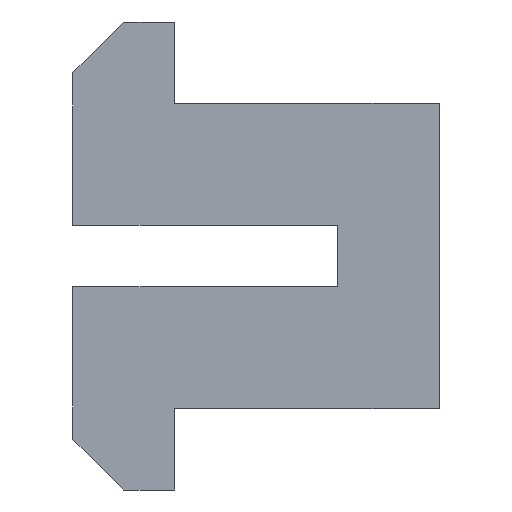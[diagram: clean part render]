
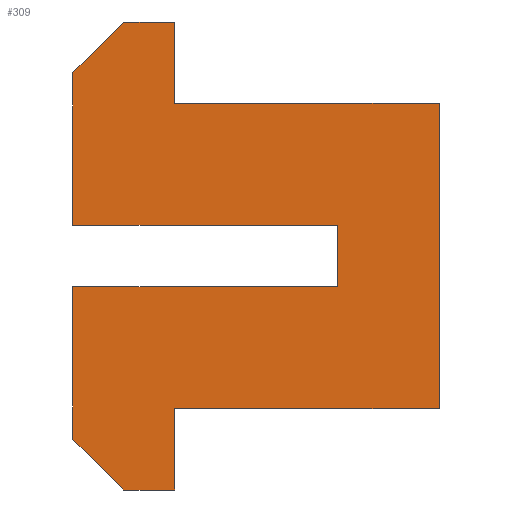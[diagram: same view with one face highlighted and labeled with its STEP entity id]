
A CAD part, front view. The second image highlights one B-rep face of the part: STEP entity #309.
In plain terms, the highlighted planar face has unit normal (0, -1, 0).
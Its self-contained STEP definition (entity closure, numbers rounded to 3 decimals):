
#23=FACE_OUTER_BOUND('',#39,.T.);
#39=EDGE_LOOP('',(#243,#244,#245,#246,#247,#248,#249,#250,#251,#252,#253,
#254,#255,#256));
#48=LINE('',#429,#90);
#65=LINE('',#463,#107);
#67=LINE('',#467,#109);
#70=LINE('',#472,#112);
#72=LINE('',#476,#114);
#73=LINE('',#478,#115);
#75=LINE('',#483,#117);
#77=LINE('',#487,#119);
#78=LINE('',#489,#120);
#79=LINE('',#491,#121);
#80=LINE('',#493,#122);
#81=LINE('',#494,#123);
#82=LINE('',#496,#124);
#83=LINE('',#497,#125);
#90=VECTOR('',#352,10.);
#107=VECTOR('',#373,10.);
#109=VECTOR('',#377,10.);
#112=VECTOR('',#382,10.);
#114=VECTOR('',#386,10.);
#115=VECTOR('',#389,10.);
#117=VECTOR('',#393,10.);
#119=VECTOR('',#397,10.);
#120=VECTOR('',#398,10.);
#121=VECTOR('',#399,10.);
#122=VECTOR('',#400,10.);
#123=VECTOR('',#401,10.);
#124=VECTOR('',#402,10.);
#125=VECTOR('',#403,10.);
#131=VERTEX_POINT('',#425);
#133=VERTEX_POINT('',#428);
#147=VERTEX_POINT('',#460);
#148=VERTEX_POINT('',#462);
#149=VERTEX_POINT('',#466);
#150=VERTEX_POINT('',#470);
#151=VERTEX_POINT('',#474);
#152=VERTEX_POINT('',#480);
#153=VERTEX_POINT('',#482);
#154=VERTEX_POINT('',#486);
#155=VERTEX_POINT('',#488);
#156=VERTEX_POINT('',#490);
#157=VERTEX_POINT('',#492);
#158=VERTEX_POINT('',#495);
#160=EDGE_CURVE('',#133,#131,#48,.T.);
#177=EDGE_CURVE('',#147,#148,#65,.T.);
#179=EDGE_CURVE('',#149,#148,#67,.T.);
#182=EDGE_CURVE('',#150,#147,#70,.T.);
#184=EDGE_CURVE('',#150,#151,#72,.T.);
#185=EDGE_CURVE('',#131,#149,#73,.T.);
#187=EDGE_CURVE('',#152,#153,#75,.T.);
#189=EDGE_CURVE('',#154,#151,#77,.T.);
#190=EDGE_CURVE('',#155,#154,#78,.T.);
#191=EDGE_CURVE('',#155,#156,#79,.T.);
#192=EDGE_CURVE('',#157,#156,#80,.T.);
#193=EDGE_CURVE('',#157,#153,#81,.T.);
#194=EDGE_CURVE('',#158,#152,#82,.T.);
#195=EDGE_CURVE('',#158,#133,#83,.T.);
#243=ORIENTED_EDGE('',*,*,#185,.T.);
#244=ORIENTED_EDGE('',*,*,#179,.T.);
#245=ORIENTED_EDGE('',*,*,#177,.F.);
#246=ORIENTED_EDGE('',*,*,#182,.F.);
#247=ORIENTED_EDGE('',*,*,#184,.T.);
#248=ORIENTED_EDGE('',*,*,#189,.F.);
#249=ORIENTED_EDGE('',*,*,#190,.F.);
#250=ORIENTED_EDGE('',*,*,#191,.T.);
#251=ORIENTED_EDGE('',*,*,#192,.F.);
#252=ORIENTED_EDGE('',*,*,#193,.T.);
#253=ORIENTED_EDGE('',*,*,#187,.F.);
#254=ORIENTED_EDGE('',*,*,#194,.F.);
#255=ORIENTED_EDGE('',*,*,#195,.T.);
#256=ORIENTED_EDGE('',*,*,#160,.T.);
#293=PLANE('',#339);
#309=ADVANCED_FACE('',(#23),#293,.T.);
#339=AXIS2_PLACEMENT_3D('',#485,#395,#396);
#352=DIRECTION('',(0.,0.,-1.));
#373=DIRECTION('',(-0.707,0.,0.707));
#377=DIRECTION('',(0.,0.,-1.));
#382=DIRECTION('',(-1.,0.,0.));
#386=DIRECTION('',(0.,0.,1.));
#389=DIRECTION('',(-1.,0.,0.));
#393=DIRECTION('',(0.707,0.,0.707));
#395=DIRECTION('center_axis',(0.,-1.,0.));
#396=DIRECTION('ref_axis',(0.,0.,1.));
#397=DIRECTION('',(-1.,0.,0.));
#398=DIRECTION('',(0.,0.,-1.));
#399=DIRECTION('',(-1.,0.,0.));
#400=DIRECTION('',(0.,0.,-1.));
#401=DIRECTION('',(-1.,0.,0.));
#402=DIRECTION('',(0.,0.,1.));
#403=DIRECTION('',(1.,0.,0.));
#425=CARTESIAN_POINT('',(-7.,-20.,-0.6));
#428=CARTESIAN_POINT('',(-7.,-20.,0.6));
#429=CARTESIAN_POINT('',(-7.,-20.,-1.5));
#460=CARTESIAN_POINT('',(-11.2,-20.,-4.6));
#462=CARTESIAN_POINT('',(-12.2,-20.,-3.6));
#463=CARTESIAN_POINT('',(-10.3,-20.,-5.5));
#466=CARTESIAN_POINT('',(-12.2,-20.,-0.6));
#467=CARTESIAN_POINT('',(-12.2,-20.,-4.6));
#470=CARTESIAN_POINT('',(-10.2,-20.,-4.6));
#472=CARTESIAN_POINT('',(-10.2,-20.,-4.6));
#474=CARTESIAN_POINT('',(-10.2,-20.,-3.));
#476=CARTESIAN_POINT('',(-10.2,-20.,-4.6));
#478=CARTESIAN_POINT('',(-6.5,-20.,-0.6));
#480=CARTESIAN_POINT('',(-12.2,-20.,3.6));
#482=CARTESIAN_POINT('',(-11.2,-20.,4.6));
#483=CARTESIAN_POINT('',(-11.8,-20.,4.));
#485=CARTESIAN_POINT('Origin',(-5.,-20.,-3.));
#486=CARTESIAN_POINT('',(-5.,-20.,-3.));
#487=CARTESIAN_POINT('',(-5.,-20.,-3.));
#488=CARTESIAN_POINT('',(-5.,-20.,3.));
#489=CARTESIAN_POINT('',(-5.,-20.,0.));
#490=CARTESIAN_POINT('',(-10.2,-20.,3.));
#491=CARTESIAN_POINT('',(-5.,-20.,3.));
#492=CARTESIAN_POINT('',(-10.2,-20.,4.6));
#493=CARTESIAN_POINT('',(-10.2,-20.,4.6));
#494=CARTESIAN_POINT('',(-10.2,-20.,4.6));
#495=CARTESIAN_POINT('',(-12.2,-20.,0.6));
#496=CARTESIAN_POINT('',(-12.2,-20.,4.6));
#497=CARTESIAN_POINT('',(-6.5,-20.,0.6));
